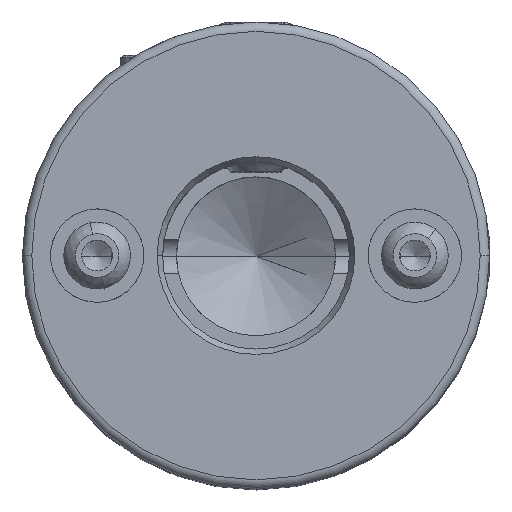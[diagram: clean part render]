
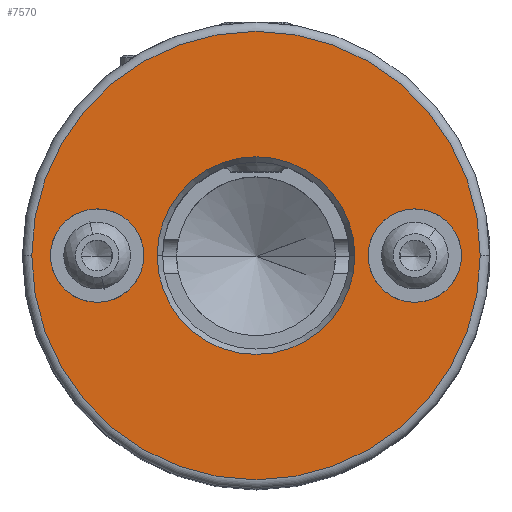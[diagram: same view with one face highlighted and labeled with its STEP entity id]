
A CAD part, top view. The second image highlights one B-rep face of the part: STEP entity #7570.
In plain terms, the highlighted planar face has unit normal (0, 0, 1).
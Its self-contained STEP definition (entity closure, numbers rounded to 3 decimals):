
#91 = CIRCLE ( 'NONE', #6460, 5. ) ;
#101 = FACE_OUTER_BOUND ( 'NONE', #3075, .T. ) ;
#162 = VERTEX_POINT ( 'NONE', #2270 ) ;
#165 = DIRECTION ( 'NONE',  ( 1., 0., 0. ) ) ;
#236 = ORIENTED_EDGE ( 'NONE', *, *, #1131, .F. ) ;
#329 = EDGE_CURVE ( 'NONE', #6525, #2415, #5290, .T. ) ;
#452 = ORIENTED_EDGE ( 'NONE', *, *, #1461, .F. ) ;
#517 = AXIS2_PLACEMENT_3D ( 'NONE', #3300, #4444, #6246 ) ;
#633 = CIRCLE ( 'NONE', #3628, 24. ) ;
#635 = CARTESIAN_POINT ( 'NONE',  ( -28.795, -6.783, 75.76 ) ) ;
#733 = VERTEX_POINT ( 'NONE', #635 ) ;
#871 = DIRECTION ( 'NONE',  ( 1., 0., 0. ) ) ;
#1073 = CARTESIAN_POINT ( 'NONE',  ( -50.795, -6.783, 75.76 ) ) ;
#1121 = DIRECTION ( 'NONE',  ( 0., 0., 1. ) ) ;
#1131 = EDGE_CURVE ( 'NONE', #4139, #162, #4797, .T. ) ;
#1352 = DIRECTION ( 'NONE',  ( 1., 0., 0. ) ) ;
#1461 = EDGE_CURVE ( 'NONE', #733, #6401, #91, .T. ) ;
#1488 = AXIS2_PLACEMENT_3D ( 'NONE', #3235, #7457, #2527 ) ;
#1536 = CIRCLE ( 'NONE', #517, 10.577 ) ;
#1548 = AXIS2_PLACEMENT_3D ( 'NONE', #4266, #4740, #165 ) ;
#1597 = CARTESIAN_POINT ( 'NONE',  ( -38.795, -6.783, 75.76 ) ) ;
#1695 = ORIENTED_EDGE ( 'NONE', *, *, #329, .T. ) ;
#1813 = DIRECTION ( 'NONE',  ( 0., 0., 1. ) ) ;
#1919 = DIRECTION ( 'NONE',  ( 0., 0., 1. ) ) ;
#2031 = ORIENTED_EDGE ( 'NONE', *, *, #2191, .F. ) ;
#2034 = VERTEX_POINT ( 'NONE', #3546 ) ;
#2037 = ORIENTED_EDGE ( 'NONE', *, *, #7156, .T. ) ;
#2073 = CIRCLE ( 'NONE', #1488, 10.577 ) ;
#2145 = EDGE_CURVE ( 'NONE', #6401, #733, #2323, .T. ) ;
#2191 = EDGE_CURVE ( 'NONE', #162, #4139, #3072, .T. ) ;
#2210 = EDGE_LOOP ( 'NONE', ( #236, #2031 ) ) ;
#2248 = EDGE_LOOP ( 'NONE', ( #452, #5632 ) ) ;
#2270 = CARTESIAN_POINT ( 'NONE',  ( -72.795, -6.783, 75.76 ) ) ;
#2323 = CIRCLE ( 'NONE', #7124, 5. ) ;
#2415 = VERTEX_POINT ( 'NONE', #3908 ) ;
#2485 = DIRECTION ( 'NONE',  ( 0., 0., 1. ) ) ;
#2527 = DIRECTION ( 'NONE',  ( 1., 0., 0. ) ) ;
#3072 = CIRCLE ( 'NONE', #4244, 5. ) ;
#3075 = EDGE_LOOP ( 'NONE', ( #6647, #1695 ) ) ;
#3107 = CARTESIAN_POINT ( 'NONE',  ( -62.795, -6.783, 75.76 ) ) ;
#3153 = EDGE_CURVE ( 'NONE', #2415, #6525, #633, .T. ) ;
#3186 = DIRECTION ( 'NONE',  ( 0., 0., 1. ) ) ;
#3235 = CARTESIAN_POINT ( 'NONE',  ( -50.795, -6.783, 75.76 ) ) ;
#3295 = FACE_BOUND ( 'NONE', #3766, .T. ) ;
#3300 = CARTESIAN_POINT ( 'NONE',  ( -50.795, -6.783, 75.76 ) ) ;
#3495 = AXIS2_PLACEMENT_3D ( 'NONE', #4969, #1813, #871 ) ;
#3504 = CARTESIAN_POINT ( 'NONE',  ( -74.795, -6.783, 75.76 ) ) ;
#3546 = CARTESIAN_POINT ( 'NONE',  ( -61.372, -6.783, 75.76 ) ) ;
#3628 = AXIS2_PLACEMENT_3D ( 'NONE', #1073, #1121, #5300 ) ;
#3684 = DIRECTION ( 'NONE',  ( 1., 0., 0. ) ) ;
#3692 = DIRECTION ( 'NONE',  ( 1., 0., 0. ) ) ;
#3766 = EDGE_LOOP ( 'NONE', ( #5438, #2037 ) ) ;
#3839 = VERTEX_POINT ( 'NONE', #4701 ) ;
#3908 = CARTESIAN_POINT ( 'NONE',  ( -26.795, -6.783, 75.76 ) ) ;
#4139 = VERTEX_POINT ( 'NONE', #3107 ) ;
#4168 = EDGE_CURVE ( 'NONE', #3839, #2034, #1536, .T. ) ;
#4226 = DIRECTION ( 'NONE',  ( 0., 0., 1. ) ) ;
#4244 = AXIS2_PLACEMENT_3D ( 'NONE', #7288, #1919, #3684 ) ;
#4266 = CARTESIAN_POINT ( 'NONE',  ( -50.795, -6.783, 75.76 ) ) ;
#4325 = CARTESIAN_POINT ( 'NONE',  ( -33.795, -6.783, 75.76 ) ) ;
#4335 = CARTESIAN_POINT ( 'NONE',  ( -33.795, -6.783, 75.76 ) ) ;
#4444 = DIRECTION ( 'NONE',  ( 0., 0., -1. ) ) ;
#4701 = CARTESIAN_POINT ( 'NONE',  ( -40.217, -6.783, 75.76 ) ) ;
#4740 = DIRECTION ( 'NONE',  ( 0., 0., 1. ) ) ;
#4797 = CIRCLE ( 'NONE', #3495, 5. ) ;
#4873 = PLANE ( 'NONE',  #6447 ) ;
#4969 = CARTESIAN_POINT ( 'NONE',  ( -67.795, -6.783, 75.76 ) ) ;
#5290 = CIRCLE ( 'NONE', #1548, 24. ) ;
#5300 = DIRECTION ( 'NONE',  ( 1., 0., 0. ) ) ;
#5438 = ORIENTED_EDGE ( 'NONE', *, *, #4168, .T. ) ;
#5501 = DIRECTION ( 'NONE',  ( 1., 0., 0. ) ) ;
#5561 = CARTESIAN_POINT ( 'NONE',  ( -50.795, -6.783, 75.76 ) ) ;
#5632 = ORIENTED_EDGE ( 'NONE', *, *, #2145, .F. ) ;
#6246 = DIRECTION ( 'NONE',  ( 1., 0., 0. ) ) ;
#6401 = VERTEX_POINT ( 'NONE', #1597 ) ;
#6447 = AXIS2_PLACEMENT_3D ( 'NONE', #5561, #2485, #3692 ) ;
#6460 = AXIS2_PLACEMENT_3D ( 'NONE', #4325, #3186, #1352 ) ;
#6525 = VERTEX_POINT ( 'NONE', #3504 ) ;
#6647 = ORIENTED_EDGE ( 'NONE', *, *, #3153, .T. ) ;
#6990 = FACE_BOUND ( 'NONE', #2248, .T. ) ;
#7124 = AXIS2_PLACEMENT_3D ( 'NONE', #4335, #4226, #5501 ) ;
#7156 = EDGE_CURVE ( 'NONE', #2034, #3839, #2073, .T. ) ;
#7288 = CARTESIAN_POINT ( 'NONE',  ( -67.795, -6.783, 75.76 ) ) ;
#7457 = DIRECTION ( 'NONE',  ( 0., 0., -1. ) ) ;
#7570 = ADVANCED_FACE ( 'NONE', ( #101, #6990, #7717, #3295 ), #4873, .T. ) ;
#7717 = FACE_BOUND ( 'NONE', #2210, .T. ) ;
